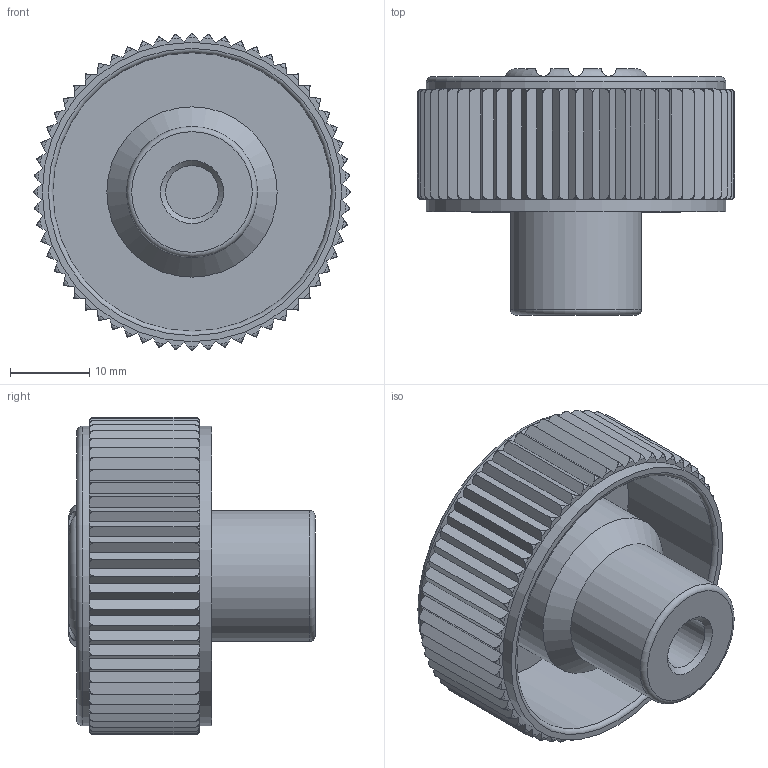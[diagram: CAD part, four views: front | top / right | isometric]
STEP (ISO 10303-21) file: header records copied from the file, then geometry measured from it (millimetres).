
FILE_DESCRIPTION( ( 'STEP AP214' ), '1' );
FILE_NAME( 'K0260.2108.stp', '2020-11-26T16:23:47', ( '' ), ( '' ), ' ', 'PARTsolutions', ' ' );
FILE_SCHEMA( ( 'AUTOMOTIVE_DESIGN { 1 0 10303 214 1 1 1 1 }' ) );
Length unit declared in the file: millimetre
Products named in the file (1): _K0260.2108
Bounding box: 40 x 30.99 x 40 mm (x, y, z)
Volume: 10228.2 mm3; surface area: 9725.3 mm2
Topology: 1 solids, 1 shells, 272 faces, 780 edges, 518 vertices
Faces by surface type: plane 133, torus 124, cylinder 11, cone 4
Full cylindrical faces by diameter (mm): 6.647 x1, 11.55 x1, 16.5 x2, 21.45 x1, 35.05 x1, 37.69 x2
Entity records: 12502 total; most frequent: CARTESIAN_POINT 3613, ORIENTED_EDGE 1522, DIRECTION 1210, EDGE_CURVE 761, VERTEX_POINT 515, AXIS2_PLACEMENT_3D 422, LINE 366, VECTOR 366
